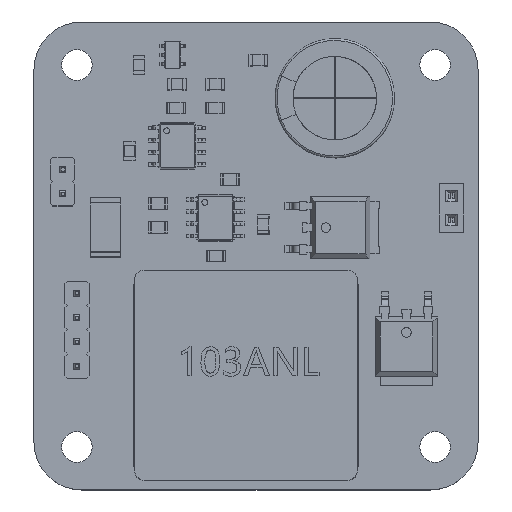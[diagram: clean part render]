
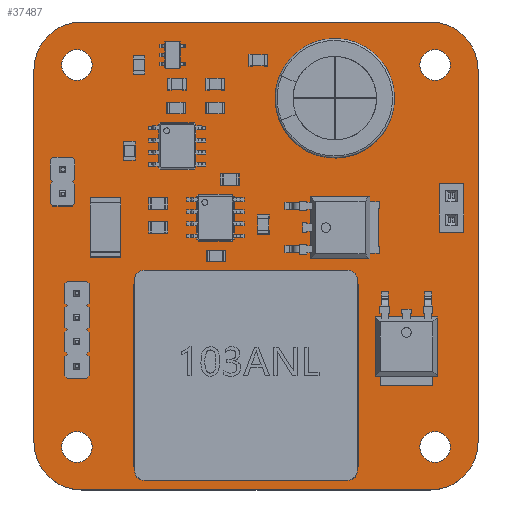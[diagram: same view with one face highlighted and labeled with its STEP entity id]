
A CAD part, top view. The second image highlights one B-rep face of the part: STEP entity #37487.
In plain terms, the highlighted planar face has unit normal (0, 0, 1).
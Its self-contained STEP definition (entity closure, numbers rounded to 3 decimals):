
#37184 = VERTEX_POINT('',#37185);
#37185 = CARTESIAN_POINT('',(103.5,-49.5,1.6));
#37191 = EDGE_CURVE('',#37184,#37192,#37194,.T.);
#37192 = VERTEX_POINT('',#37193);
#37193 = CARTESIAN_POINT('',(108.5,-54.5,1.6));
#37194 = CIRCLE('',#37195,5.);
#37195 = AXIS2_PLACEMENT_3D('',#37196,#37197,#37198);
#37196 = CARTESIAN_POINT('',(103.5,-54.5,1.6));
#37197 = DIRECTION('',(0.,0.,-1.));
#37198 = DIRECTION('',(0.,1.,0.));
#37226 = VERTEX_POINT('',#37227);
#37227 = CARTESIAN_POINT('',(67.,-49.5,1.6));
#37233 = EDGE_CURVE('',#37226,#37184,#37234,.T.);
#37234 = LINE('',#37235,#37236);
#37235 = CARTESIAN_POINT('',(67.,-49.5,1.6));
#37236 = VECTOR('',#37237,1.);
#37237 = DIRECTION('',(1.,0.,0.));
#37255 = EDGE_CURVE('',#37192,#37256,#37258,.T.);
#37256 = VERTEX_POINT('',#37257);
#37257 = CARTESIAN_POINT('',(108.5,-93.5,1.6));
#37258 = LINE('',#37259,#37260);
#37259 = CARTESIAN_POINT('',(108.5,-54.5,1.6));
#37260 = VECTOR('',#37261,1.);
#37261 = DIRECTION('',(0.,-1.,0.));
#37487 = ADVANCED_FACE('',(#37488,#37534,#37545,#37556,#37567,#37578,
    #37589,#37600,#37611,#37622,#37633,#37644,#37655,#37666,#37677),
  #37688,.T.);
#37488 = FACE_BOUND('',#37489,.T.);
#37489 = EDGE_LOOP('',(#37490,#37491,#37492,#37501,#37509,#37518,#37526,
    #37533));
#37490 = ORIENTED_EDGE('',*,*,#37191,.F.);
#37491 = ORIENTED_EDGE('',*,*,#37233,.F.);
#37492 = ORIENTED_EDGE('',*,*,#37493,.F.);
#37493 = EDGE_CURVE('',#37494,#37226,#37496,.T.);
#37494 = VERTEX_POINT('',#37495);
#37495 = CARTESIAN_POINT('',(62.,-54.5,1.6));
#37496 = CIRCLE('',#37497,5.);
#37497 = AXIS2_PLACEMENT_3D('',#37498,#37499,#37500);
#37498 = CARTESIAN_POINT('',(67.,-54.5,1.6));
#37499 = DIRECTION('',(0.,0.,-1.));
#37500 = DIRECTION('',(-1.,0.,-0.));
#37501 = ORIENTED_EDGE('',*,*,#37502,.F.);
#37502 = EDGE_CURVE('',#37503,#37494,#37505,.T.);
#37503 = VERTEX_POINT('',#37504);
#37504 = CARTESIAN_POINT('',(62.,-93.5,1.6));
#37505 = LINE('',#37506,#37507);
#37506 = CARTESIAN_POINT('',(62.,-93.5,1.6));
#37507 = VECTOR('',#37508,1.);
#37508 = DIRECTION('',(0.,1.,0.));
#37509 = ORIENTED_EDGE('',*,*,#37510,.F.);
#37510 = EDGE_CURVE('',#37511,#37503,#37513,.T.);
#37511 = VERTEX_POINT('',#37512);
#37512 = CARTESIAN_POINT('',(67.,-98.5,1.6));
#37513 = CIRCLE('',#37514,5.);
#37514 = AXIS2_PLACEMENT_3D('',#37515,#37516,#37517);
#37515 = CARTESIAN_POINT('',(67.,-93.5,1.6));
#37516 = DIRECTION('',(0.,0.,-1.));
#37517 = DIRECTION('',(0.,-1.,0.));
#37518 = ORIENTED_EDGE('',*,*,#37519,.F.);
#37519 = EDGE_CURVE('',#37520,#37511,#37522,.T.);
#37520 = VERTEX_POINT('',#37521);
#37521 = CARTESIAN_POINT('',(103.5,-98.5,1.6));
#37522 = LINE('',#37523,#37524);
#37523 = CARTESIAN_POINT('',(103.5,-98.5,1.6));
#37524 = VECTOR('',#37525,1.);
#37525 = DIRECTION('',(-1.,0.,0.));
#37526 = ORIENTED_EDGE('',*,*,#37527,.F.);
#37527 = EDGE_CURVE('',#37256,#37520,#37528,.T.);
#37528 = CIRCLE('',#37529,5.);
#37529 = AXIS2_PLACEMENT_3D('',#37530,#37531,#37532);
#37530 = CARTESIAN_POINT('',(103.5,-93.5,1.6));
#37531 = DIRECTION('',(0.,0.,-1.));
#37532 = DIRECTION('',(1.,0.,0.));
#37533 = ORIENTED_EDGE('',*,*,#37255,.F.);
#37534 = FACE_BOUND('',#37535,.T.);
#37535 = EDGE_LOOP('',(#37536));
#37536 = ORIENTED_EDGE('',*,*,#37537,.T.);
#37537 = EDGE_CURVE('',#37538,#37538,#37540,.T.);
#37538 = VERTEX_POINT('',#37539);
#37539 = CARTESIAN_POINT('',(66.5,-95.6,1.6));
#37540 = CIRCLE('',#37541,1.6);
#37541 = AXIS2_PLACEMENT_3D('',#37542,#37543,#37544);
#37542 = CARTESIAN_POINT('',(66.5,-94.,1.6));
#37543 = DIRECTION('',(-0.,0.,-1.));
#37544 = DIRECTION('',(-0.,-1.,0.));
#37545 = FACE_BOUND('',#37546,.T.);
#37546 = EDGE_LOOP('',(#37547));
#37547 = ORIENTED_EDGE('',*,*,#37548,.T.);
#37548 = EDGE_CURVE('',#37549,#37549,#37551,.T.);
#37549 = VERTEX_POINT('',#37550);
#37550 = CARTESIAN_POINT('',(66.5,-86.04,1.6));
#37551 = CIRCLE('',#37552,0.5);
#37552 = AXIS2_PLACEMENT_3D('',#37553,#37554,#37555);
#37553 = CARTESIAN_POINT('',(66.5,-85.54,1.6));
#37554 = DIRECTION('',(-0.,0.,-1.));
#37555 = DIRECTION('',(-0.,-1.,0.));
#37556 = FACE_BOUND('',#37557,.T.);
#37557 = EDGE_LOOP('',(#37558));
#37558 = ORIENTED_EDGE('',*,*,#37559,.T.);
#37559 = EDGE_CURVE('',#37560,#37560,#37562,.T.);
#37560 = VERTEX_POINT('',#37561);
#37561 = CARTESIAN_POINT('',(66.5,-83.5,1.6));
#37562 = CIRCLE('',#37563,0.5);
#37563 = AXIS2_PLACEMENT_3D('',#37564,#37565,#37566);
#37564 = CARTESIAN_POINT('',(66.5,-83.,1.6));
#37565 = DIRECTION('',(-0.,0.,-1.));
#37566 = DIRECTION('',(-0.,-1.,0.));
#37567 = FACE_BOUND('',#37568,.T.);
#37568 = EDGE_LOOP('',(#37569));
#37569 = ORIENTED_EDGE('',*,*,#37570,.T.);
#37570 = EDGE_CURVE('',#37571,#37571,#37573,.T.);
#37571 = VERTEX_POINT('',#37572);
#37572 = CARTESIAN_POINT('',(66.5,-80.96,1.6));
#37573 = CIRCLE('',#37574,0.5);
#37574 = AXIS2_PLACEMENT_3D('',#37575,#37576,#37577);
#37575 = CARTESIAN_POINT('',(66.5,-80.46,1.6));
#37576 = DIRECTION('',(-0.,0.,-1.));
#37577 = DIRECTION('',(-0.,-1.,0.));
#37578 = FACE_BOUND('',#37579,.T.);
#37579 = EDGE_LOOP('',(#37580));
#37580 = ORIENTED_EDGE('',*,*,#37581,.T.);
#37581 = EDGE_CURVE('',#37582,#37582,#37584,.T.);
#37582 = VERTEX_POINT('',#37583);
#37583 = CARTESIAN_POINT('',(66.5,-78.42,1.6));
#37584 = CIRCLE('',#37585,0.5);
#37585 = AXIS2_PLACEMENT_3D('',#37586,#37587,#37588);
#37586 = CARTESIAN_POINT('',(66.5,-77.92,1.6));
#37587 = DIRECTION('',(-0.,0.,-1.));
#37588 = DIRECTION('',(-0.,-1.,0.));
#37589 = FACE_BOUND('',#37590,.T.);
#37590 = EDGE_LOOP('',(#37591));
#37591 = ORIENTED_EDGE('',*,*,#37592,.T.);
#37592 = EDGE_CURVE('',#37593,#37593,#37595,.T.);
#37593 = VERTEX_POINT('',#37594);
#37594 = CARTESIAN_POINT('',(104.,-95.6,1.6));
#37595 = CIRCLE('',#37596,1.6);
#37596 = AXIS2_PLACEMENT_3D('',#37597,#37598,#37599);
#37597 = CARTESIAN_POINT('',(104.,-94.,1.6));
#37598 = DIRECTION('',(-0.,0.,-1.));
#37599 = DIRECTION('',(-0.,-1.,0.));
#37600 = FACE_BOUND('',#37601,.T.);
#37601 = EDGE_LOOP('',(#37602));
#37602 = ORIENTED_EDGE('',*,*,#37603,.T.);
#37603 = EDGE_CURVE('',#37604,#37604,#37606,.T.);
#37604 = VERTEX_POINT('',#37605);
#37605 = CARTESIAN_POINT('',(65.,-68.,1.6));
#37606 = CIRCLE('',#37607,0.5);
#37607 = AXIS2_PLACEMENT_3D('',#37608,#37609,#37610);
#37608 = CARTESIAN_POINT('',(65.,-67.5,1.6));
#37609 = DIRECTION('',(-0.,0.,-1.));
#37610 = DIRECTION('',(-0.,-1.,0.));
#37611 = FACE_BOUND('',#37612,.T.);
#37612 = EDGE_LOOP('',(#37613));
#37613 = ORIENTED_EDGE('',*,*,#37614,.T.);
#37614 = EDGE_CURVE('',#37615,#37615,#37617,.T.);
#37615 = VERTEX_POINT('',#37616);
#37616 = CARTESIAN_POINT('',(65.,-65.46,1.6));
#37617 = CIRCLE('',#37618,0.5);
#37618 = AXIS2_PLACEMENT_3D('',#37619,#37620,#37621);
#37619 = CARTESIAN_POINT('',(65.,-64.96,1.6));
#37620 = DIRECTION('',(-0.,0.,-1.));
#37621 = DIRECTION('',(-0.,-1.,0.));
#37622 = FACE_BOUND('',#37623,.T.);
#37623 = EDGE_LOOP('',(#37624));
#37624 = ORIENTED_EDGE('',*,*,#37625,.T.);
#37625 = EDGE_CURVE('',#37626,#37626,#37628,.T.);
#37626 = VERTEX_POINT('',#37627);
#37627 = CARTESIAN_POINT('',(66.5,-55.6,1.6));
#37628 = CIRCLE('',#37629,1.6);
#37629 = AXIS2_PLACEMENT_3D('',#37630,#37631,#37632);
#37630 = CARTESIAN_POINT('',(66.5,-54.,1.6));
#37631 = DIRECTION('',(-0.,0.,-1.));
#37632 = DIRECTION('',(-0.,-1.,0.));
#37633 = FACE_BOUND('',#37634,.T.);
#37634 = EDGE_LOOP('',(#37635));
#37635 = ORIENTED_EDGE('',*,*,#37636,.T.);
#37636 = EDGE_CURVE('',#37637,#37637,#37639,.T.);
#37637 = VERTEX_POINT('',#37638);
#37638 = CARTESIAN_POINT('',(105.725,-70.75,1.6));
#37639 = CIRCLE('',#37640,0.5);
#37640 = AXIS2_PLACEMENT_3D('',#37641,#37642,#37643);
#37641 = CARTESIAN_POINT('',(105.725,-70.25,1.6));
#37642 = DIRECTION('',(-0.,0.,-1.));
#37643 = DIRECTION('',(-0.,-1.,0.));
#37644 = FACE_BOUND('',#37645,.T.);
#37645 = EDGE_LOOP('',(#37646));
#37646 = ORIENTED_EDGE('',*,*,#37647,.T.);
#37647 = EDGE_CURVE('',#37648,#37648,#37650,.T.);
#37648 = VERTEX_POINT('',#37649);
#37649 = CARTESIAN_POINT('',(105.725,-68.21,1.6));
#37650 = CIRCLE('',#37651,0.5);
#37651 = AXIS2_PLACEMENT_3D('',#37652,#37653,#37654);
#37652 = CARTESIAN_POINT('',(105.725,-67.71,1.6));
#37653 = DIRECTION('',(-0.,0.,-1.));
#37654 = DIRECTION('',(-0.,-1.,0.));
#37655 = FACE_BOUND('',#37656,.T.);
#37656 = EDGE_LOOP('',(#37657));
#37657 = ORIENTED_EDGE('',*,*,#37658,.T.);
#37658 = EDGE_CURVE('',#37659,#37659,#37661,.T.);
#37659 = VERTEX_POINT('',#37660);
#37660 = CARTESIAN_POINT('',(91.,-58.1,1.6));
#37661 = CIRCLE('',#37662,0.6);
#37662 = AXIS2_PLACEMENT_3D('',#37663,#37664,#37665);
#37663 = CARTESIAN_POINT('',(91.,-57.5,1.6));
#37664 = DIRECTION('',(-0.,0.,-1.));
#37665 = DIRECTION('',(-0.,-1.,0.));
#37666 = FACE_BOUND('',#37667,.T.);
#37667 = EDGE_LOOP('',(#37668));
#37668 = ORIENTED_EDGE('',*,*,#37669,.T.);
#37669 = EDGE_CURVE('',#37670,#37670,#37672,.T.);
#37670 = VERTEX_POINT('',#37671);
#37671 = CARTESIAN_POINT('',(96.,-58.1,1.6));
#37672 = CIRCLE('',#37673,0.6);
#37673 = AXIS2_PLACEMENT_3D('',#37674,#37675,#37676);
#37674 = CARTESIAN_POINT('',(96.,-57.5,1.6));
#37675 = DIRECTION('',(-0.,0.,-1.));
#37676 = DIRECTION('',(-0.,-1.,0.));
#37677 = FACE_BOUND('',#37678,.T.);
#37678 = EDGE_LOOP('',(#37679));
#37679 = ORIENTED_EDGE('',*,*,#37680,.T.);
#37680 = EDGE_CURVE('',#37681,#37681,#37683,.T.);
#37681 = VERTEX_POINT('',#37682);
#37682 = CARTESIAN_POINT('',(104.,-55.6,1.6));
#37683 = CIRCLE('',#37684,1.6);
#37684 = AXIS2_PLACEMENT_3D('',#37685,#37686,#37687);
#37685 = CARTESIAN_POINT('',(104.,-54.,1.6));
#37686 = DIRECTION('',(-0.,0.,-1.));
#37687 = DIRECTION('',(-0.,-1.,0.));
#37688 = PLANE('',#37689);
#37689 = AXIS2_PLACEMENT_3D('',#37690,#37691,#37692);
#37690 = CARTESIAN_POINT('',(0.,0.,1.6));
#37691 = DIRECTION('',(0.,0.,1.));
#37692 = DIRECTION('',(1.,0.,-0.));
